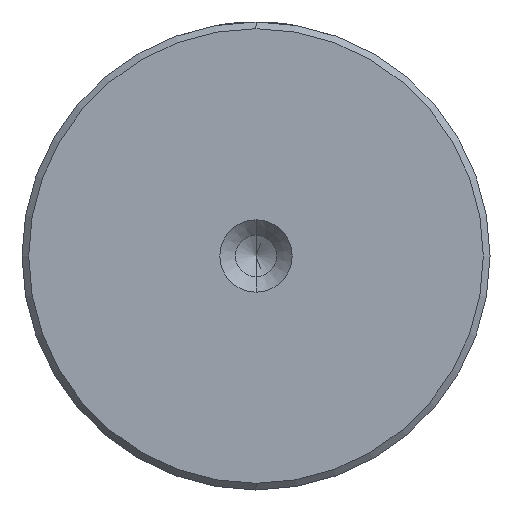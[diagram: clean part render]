
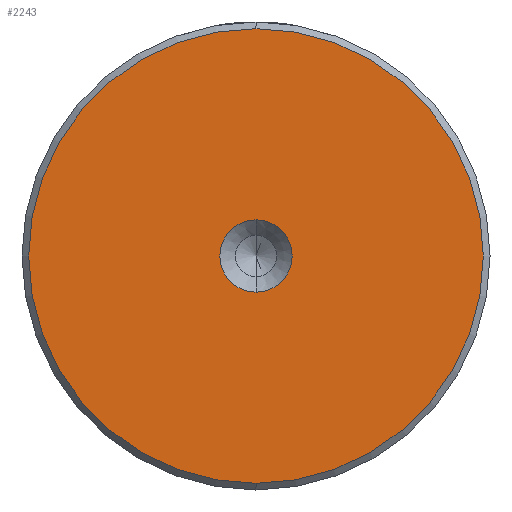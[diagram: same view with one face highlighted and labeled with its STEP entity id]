
A CAD part, left-side view. The second image highlights one B-rep face of the part: STEP entity #2243.
In plain terms, the highlighted planar face has unit normal (-1, 0, 0).
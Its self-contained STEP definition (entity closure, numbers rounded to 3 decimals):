
#3 = VERTEX_POINT ( 'NONE', #493 ) ;
#31 = CARTESIAN_POINT ( 'NONE',  ( 0., 0., -2.7 ) ) ;
#42 = VERTEX_POINT ( 'NONE', #2321 ) ;
#162 = DIRECTION ( 'NONE',  ( 0., 0., 1. ) ) ;
#190 = DIRECTION ( 'NONE',  ( -1., 0., 0. ) ) ;
#200 = CARTESIAN_POINT ( 'NONE',  ( 0., 0., 0. ) ) ;
#210 = AXIS2_PLACEMENT_3D ( 'NONE', #1290, #1235, #1204 ) ;
#252 = EDGE_CURVE ( 'NONE', #3, #42, #1138, .T. ) ;
#493 = CARTESIAN_POINT ( 'NONE',  ( 0., 0., -17. ) ) ;
#509 = DIRECTION ( 'NONE',  ( 0., 0., 1. ) ) ;
#524 = AXIS2_PLACEMENT_3D ( 'NONE', #1474, #2032, #509 ) ;
#667 = AXIS2_PLACEMENT_3D ( 'NONE', #2112, #1624, #1831 ) ;
#685 = VERTEX_POINT ( 'NONE', #1640 ) ;
#735 = EDGE_CURVE ( 'NONE', #870, #685, #2294, .T. ) ;
#828 = ORIENTED_EDGE ( 'NONE', *, *, #735, .F. ) ;
#849 = EDGE_CURVE ( 'NONE', #42, #3, #1131, .T. ) ;
#866 = FACE_BOUND ( 'NONE', #1679, .T. ) ;
#870 = VERTEX_POINT ( 'NONE', #31 ) ;
#1030 = AXIS2_PLACEMENT_3D ( 'NONE', #2255, #1123, #2427 ) ;
#1123 = DIRECTION ( 'NONE',  ( -1., 0., 0. ) ) ;
#1131 = CIRCLE ( 'NONE', #1250, 17. ) ;
#1138 = CIRCLE ( 'NONE', #667, 17. ) ;
#1204 = DIRECTION ( 'NONE',  ( 0., 0., 1. ) ) ;
#1235 = DIRECTION ( 'NONE',  ( -1., 0., 0. ) ) ;
#1250 = AXIS2_PLACEMENT_3D ( 'NONE', #200, #190, #162 ) ;
#1290 = CARTESIAN_POINT ( 'NONE',  ( 0., 0., 0. ) ) ;
#1291 = EDGE_CURVE ( 'NONE', #685, #870, #1633, .T. ) ;
#1402 = ORIENTED_EDGE ( 'NONE', *, *, #252, .T. ) ;
#1474 = CARTESIAN_POINT ( 'NONE',  ( 0., 0., 0. ) ) ;
#1493 = ORIENTED_EDGE ( 'NONE', *, *, #1291, .F. ) ;
#1624 = DIRECTION ( 'NONE',  ( -1., 0., 0. ) ) ;
#1633 = CIRCLE ( 'NONE', #1030, 2.7 ) ;
#1640 = CARTESIAN_POINT ( 'NONE',  ( 0., 0., 2.7 ) ) ;
#1659 = ORIENTED_EDGE ( 'NONE', *, *, #849, .T. ) ;
#1662 = PLANE ( 'NONE',  #524 ) ;
#1679 = EDGE_LOOP ( 'NONE', ( #1493, #828 ) ) ;
#1693 = EDGE_LOOP ( 'NONE', ( #1402, #1659 ) ) ;
#1831 = DIRECTION ( 'NONE',  ( 0., 0., 1. ) ) ;
#1872 = FACE_OUTER_BOUND ( 'NONE', #1693, .T. ) ;
#2032 = DIRECTION ( 'NONE',  ( -1., 0., 0. ) ) ;
#2112 = CARTESIAN_POINT ( 'NONE',  ( 0., 0., 0. ) ) ;
#2243 = ADVANCED_FACE ( 'NONE', ( #1872, #866 ), #1662, .T. ) ;
#2255 = CARTESIAN_POINT ( 'NONE',  ( 0., 0., 0. ) ) ;
#2294 = CIRCLE ( 'NONE', #210, 2.7 ) ;
#2321 = CARTESIAN_POINT ( 'NONE',  ( 0., 0., 17. ) ) ;
#2427 = DIRECTION ( 'NONE',  ( 0., 0., 1. ) ) ;
